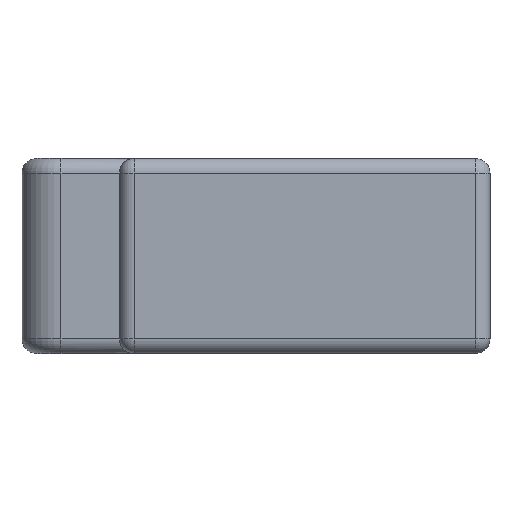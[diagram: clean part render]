
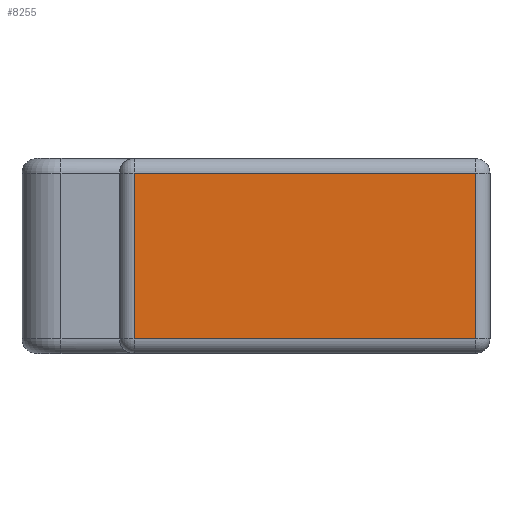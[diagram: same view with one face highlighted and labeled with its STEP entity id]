
A CAD part, left-side view. The second image highlights one B-rep face of the part: STEP entity #8255.
In plain terms, the highlighted planar face has unit normal (-1, 0, 0).
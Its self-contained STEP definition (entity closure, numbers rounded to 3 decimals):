
#144 = CARTESIAN_POINT ( 'NONE',  ( -35., -17.5, -8.5 ) ) ;
#341 = DIRECTION ( 'NONE',  ( 0., 1., 0. ) ) ;
#726 = VECTOR ( 'NONE', #341, 1000. ) ;
#1228 = VERTEX_POINT ( 'NONE', #144 ) ;
#1449 = AXIS2_PLACEMENT_3D ( 'NONE', #9256, #10154, #4700 ) ;
#1898 = VECTOR ( 'NONE', #9766, 1000. ) ;
#2112 = EDGE_CURVE ( 'NONE', #1228, #3923, #7477, .T. ) ;
#2236 = CARTESIAN_POINT ( 'NONE',  ( -35., 17.5, 8.5 ) ) ;
#2306 = CARTESIAN_POINT ( 'NONE',  ( -35., 17.5, -8.5 ) ) ;
#2624 = VECTOR ( 'NONE', #5595, 1000. ) ;
#2840 = PLANE ( 'NONE',  #1449 ) ;
#3134 = LINE ( 'NONE', #10392, #726 ) ;
#3165 = EDGE_CURVE ( 'NONE', #11399, #1228, #5194, .T. ) ;
#3308 = VECTOR ( 'NONE', #8423, 1000. ) ;
#3923 = VERTEX_POINT ( 'NONE', #8577 ) ;
#4096 = ORIENTED_EDGE ( 'NONE', *, *, #4843, .T. ) ;
#4700 = DIRECTION ( 'NONE',  ( 0., 0., -1. ) ) ;
#4793 = CARTESIAN_POINT ( 'NONE',  ( -35., 17.5, 10. ) ) ;
#4843 = EDGE_CURVE ( 'NONE', #7808, #11399, #10591, .T. ) ;
#5194 = LINE ( 'NONE', #7943, #1898 ) ;
#5595 = DIRECTION ( 'NONE',  ( 0., 0., 1. ) ) ;
#5822 = ORIENTED_EDGE ( 'NONE', *, *, #2112, .T. ) ;
#6530 = EDGE_CURVE ( 'NONE', #3923, #7808, #3134, .T. ) ;
#7477 = LINE ( 'NONE', #11057, #2624 ) ;
#7682 = EDGE_LOOP ( 'NONE', ( #9194, #4096, #9852, #5822 ) ) ;
#7808 = VERTEX_POINT ( 'NONE', #2236 ) ;
#7943 = CARTESIAN_POINT ( 'NONE',  ( -35., 19., -8.5 ) ) ;
#7956 = FACE_OUTER_BOUND ( 'NONE', #7682, .T. ) ;
#8255 = ADVANCED_FACE ( 'NONE', ( #7956 ), #2840, .F. ) ;
#8423 = DIRECTION ( 'NONE',  ( 0., 0., -1. ) ) ;
#8577 = CARTESIAN_POINT ( 'NONE',  ( -35., -17.5, 8.5 ) ) ;
#9194 = ORIENTED_EDGE ( 'NONE', *, *, #6530, .T. ) ;
#9256 = CARTESIAN_POINT ( 'NONE',  ( -35., 19., 10. ) ) ;
#9766 = DIRECTION ( 'NONE',  ( 0., -1., 0. ) ) ;
#9852 = ORIENTED_EDGE ( 'NONE', *, *, #3165, .T. ) ;
#10154 = DIRECTION ( 'NONE',  ( 1., 0., 0. ) ) ;
#10392 = CARTESIAN_POINT ( 'NONE',  ( -35., 19., 8.5 ) ) ;
#10591 = LINE ( 'NONE', #4793, #3308 ) ;
#11057 = CARTESIAN_POINT ( 'NONE',  ( -35., -17.5, 10. ) ) ;
#11399 = VERTEX_POINT ( 'NONE', #2306 ) ;
